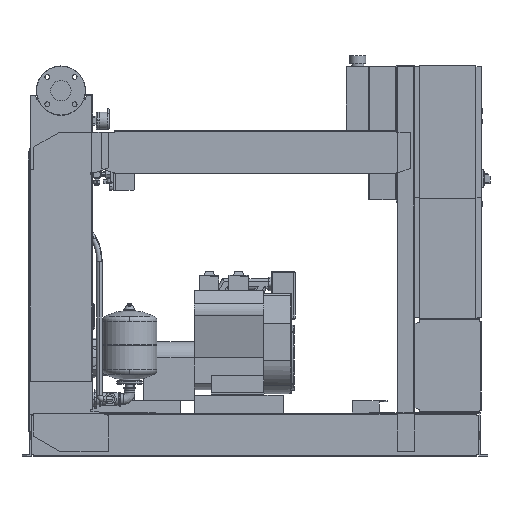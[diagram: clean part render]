
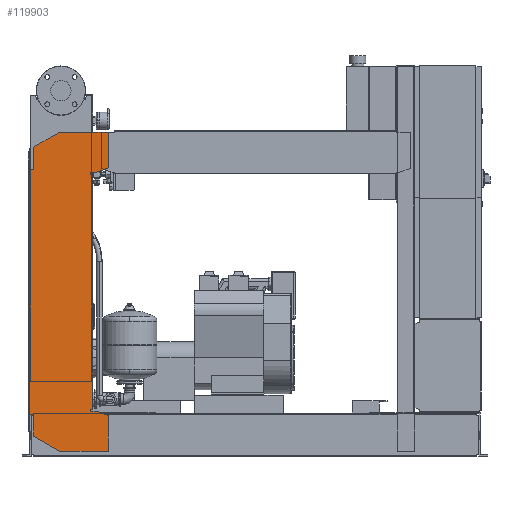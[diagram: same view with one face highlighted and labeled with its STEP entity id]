
A CAD part, front view. The second image highlights one B-rep face of the part: STEP entity #119903.
In plain terms, the highlighted free-form (B-spline) face has degree [1, 1] with [2, 2] control points.
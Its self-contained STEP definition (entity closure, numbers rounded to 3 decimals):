
#119388=CARTESIAN_POINT('',(-102.0,-463.5,1076.0));
#119389=VERTEX_POINT('',#119388);
#119396=CARTESIAN_POINT('',(-102.0,-463.5,1158.574));
#119397=VERTEX_POINT('',#119396);
#119398=CARTESIAN_POINT('',(-102.0,-463.5,1076.0));
#119399=DIRECTION('',(0.0,0.0,1.0));
#119400=VECTOR('',#119399,82.574);
#119401=LINE('',#119398,#119400);
#119402=EDGE_CURVE('',#119389,#119397,#119401,.T.);
#119420=CARTESIAN_POINT('',(-6.,-463.5,1214.0));
#119421=VERTEX_POINT('',#119420);
#119422=CARTESIAN_POINT('',(-102.0,-463.5,1158.574));
#119423=DIRECTION('',(0.866,0.0,0.5));
#119424=VECTOR('',#119423,110.851);
#119425=LINE('',#119422,#119424);
#119426=EDGE_CURVE('',#119397,#119421,#119425,.T.);
#119444=CARTESIAN_POINT('',(177.0,-463.5,1214.0));
#119445=VERTEX_POINT('',#119444);
#119446=CARTESIAN_POINT('',(-6.,-463.5,1214.0));
#119447=DIRECTION('',(1.0,0.0,0.0));
#119448=VECTOR('',#119447,183.0);
#119449=LINE('',#119446,#119448);
#119450=EDGE_CURVE('',#119421,#119445,#119449,.T.);
#119468=CARTESIAN_POINT('',(177.0,-463.5,1080.379));
#119469=VERTEX_POINT('',#119468);
#119470=CARTESIAN_POINT('',(177.0,-463.5,1214.0));
#119471=DIRECTION('',(0.0,0.0,-1.0));
#119472=VECTOR('',#119471,133.621);
#119473=LINE('',#119470,#119472);
#119474=EDGE_CURVE('',#119445,#119469,#119473,.T.);
#119492=CARTESIAN_POINT('',(132.,-463.5,1064.0));
#119493=VERTEX_POINT('',#119492);
#119494=CARTESIAN_POINT('',(177.0,-463.5,1080.379));
#119495=DIRECTION('',(-0.94,0.0,-0.342));
#119496=VECTOR('',#119495,47.888);
#119497=LINE('',#119494,#119496);
#119498=EDGE_CURVE('',#119469,#119493,#119497,.T.);
#119516=CARTESIAN_POINT('',(112.0,-463.5,1064.0));
#119517=VERTEX_POINT('',#119516);
#119518=CARTESIAN_POINT('',(132.,-463.5,1064.0));
#119519=DIRECTION('',(-1.0,0.0,0.0));
#119520=VECTOR('',#119519,20.);
#119521=LINE('',#119518,#119520);
#119522=EDGE_CURVE('',#119493,#119517,#119521,.T.);
#119540=CARTESIAN_POINT('',(112.0,-463.5,1056.0));
#119541=VERTEX_POINT('',#119540);
#119542=CARTESIAN_POINT('',(112.0,-463.5,1064.0));
#119543=DIRECTION('',(0.0,0.0,-1.0));
#119544=VECTOR('',#119543,8.0);
#119545=LINE('',#119542,#119544);
#119546=EDGE_CURVE('',#119517,#119541,#119545,.T.);
#119564=CARTESIAN_POINT('',(120.,-463.5,1056.0));
#119565=VERTEX_POINT('',#119564);
#119566=CARTESIAN_POINT('',(112.0,-463.5,1056.0));
#119567=DIRECTION('',(1.0,0.0,0.0));
#119568=VECTOR('',#119567,8.);
#119569=LINE('',#119566,#119568);
#119570=EDGE_CURVE('',#119541,#119565,#119569,.T.);
#119588=CARTESIAN_POINT('',(120.,-463.5,176.));
#119589=VERTEX_POINT('',#119588);
#119600=CARTESIAN_POINT('',(120.,-463.5,1056.0));
#119601=DIRECTION('',(0.0,0.0,-1.0));
#119602=VECTOR('',#119601,880.);
#119603=LINE('',#119600,#119602);
#119604=EDGE_CURVE('',#119565,#119589,#119603,.T.);
#119618=CARTESIAN_POINT('',(112.,-463.5,176.));
#119619=VERTEX_POINT('',#119618);
#119620=CARTESIAN_POINT('',(120.,-463.5,176.));
#119621=DIRECTION('',(-1.0,0.0,0.0));
#119622=VECTOR('',#119621,8.);
#119623=LINE('',#119620,#119622);
#119624=EDGE_CURVE('',#119589,#119619,#119623,.T.);
#119642=CARTESIAN_POINT('',(112.,-463.5,168.));
#119643=VERTEX_POINT('',#119642);
#119644=CARTESIAN_POINT('',(112.,-463.5,176.));
#119645=DIRECTION('',(0.0,0.0,-1.0));
#119646=VECTOR('',#119645,8.0);
#119647=LINE('',#119644,#119646);
#119648=EDGE_CURVE('',#119619,#119643,#119647,.T.);
#119666=CARTESIAN_POINT('',(132.,-463.5,168.));
#119667=VERTEX_POINT('',#119666);
#119668=CARTESIAN_POINT('',(112.,-463.5,168.));
#119669=DIRECTION('',(1.0,0.0,0.0));
#119670=VECTOR('',#119669,20.0);
#119671=LINE('',#119668,#119670);
#119672=EDGE_CURVE('',#119643,#119667,#119671,.T.);
#119690=CARTESIAN_POINT('',(177.,-463.5,151.621));
#119691=VERTEX_POINT('',#119690);
#119692=CARTESIAN_POINT('',(132.,-463.5,168.));
#119693=DIRECTION('',(0.94,0.0,-0.342));
#119694=VECTOR('',#119693,47.888);
#119695=LINE('',#119692,#119694);
#119696=EDGE_CURVE('',#119667,#119691,#119695,.T.);
#119714=CARTESIAN_POINT('',(177.,-463.5,18.0));
#119715=VERTEX_POINT('',#119714);
#119716=CARTESIAN_POINT('',(177.,-463.5,151.621));
#119717=DIRECTION('',(0.0,0.0,-1.0));
#119718=VECTOR('',#119717,133.621);
#119719=LINE('',#119716,#119718);
#119720=EDGE_CURVE('',#119691,#119715,#119719,.T.);
#119738=CARTESIAN_POINT('',(-4.,-463.5,18.0));
#119739=VERTEX_POINT('',#119738);
#119740=CARTESIAN_POINT('',(177.,-463.5,18.0));
#119741=DIRECTION('',(-1.0,0.0,0.0));
#119742=VECTOR('',#119741,181.);
#119743=LINE('',#119740,#119742);
#119744=EDGE_CURVE('',#119715,#119739,#119743,.T.);
#119762=CARTESIAN_POINT('',(-102.,-463.5,74.58));
#119763=VERTEX_POINT('',#119762);
#119764=CARTESIAN_POINT('',(-4.,-463.5,18.0));
#119765=DIRECTION('',(-0.866,0.,0.5));
#119766=VECTOR('',#119765,113.161);
#119767=LINE('',#119764,#119766);
#119768=EDGE_CURVE('',#119739,#119763,#119767,.T.);
#119786=CARTESIAN_POINT('',(-102.,-463.5,156.0));
#119787=VERTEX_POINT('',#119786);
#119788=CARTESIAN_POINT('',(-102.,-463.5,74.58));
#119789=DIRECTION('',(0.0,0.0,1.0));
#119790=VECTOR('',#119789,81.42);
#119791=LINE('',#119788,#119790);
#119792=EDGE_CURVE('',#119763,#119787,#119791,.T.);
#119810=CARTESIAN_POINT('',(-122.,-463.5,156.0));
#119811=VERTEX_POINT('',#119810);
#119812=CARTESIAN_POINT('',(-102.,-463.5,156.0));
#119813=DIRECTION('',(-1.0,0.0,0.0));
#119814=VECTOR('',#119813,20.0);
#119815=LINE('',#119812,#119814);
#119816=EDGE_CURVE('',#119787,#119811,#119815,.T.);
#119834=CARTESIAN_POINT('',(-122.0,-463.5,1076.0));
#119835=VERTEX_POINT('',#119834);
#119848=CARTESIAN_POINT('',(-122.,-463.5,156.0));
#119849=DIRECTION('',(0.0,0.0,1.0));
#119850=VECTOR('',#119849,920.0);
#119851=LINE('',#119848,#119850);
#119852=EDGE_CURVE('',#119811,#119835,#119851,.T.);
#119866=CARTESIAN_POINT('',(-122.0,-463.5,1076.0));
#119867=DIRECTION('',(1.0,0.0,0.0));
#119868=VECTOR('',#119867,20.0);
#119869=LINE('',#119866,#119868);
#119870=EDGE_CURVE('',#119835,#119389,#119869,.T.);
#119876=CARTESIAN_POINT('',(-122.,-463.5,18.0));
#119877=CARTESIAN_POINT('',(177.0,-463.5,18.0));
#119878=CARTESIAN_POINT('',(-122.,-463.5,1214.0));
#119879=CARTESIAN_POINT('',(177.0,-463.5,1214.0));
#119880=B_SPLINE_SURFACE_WITH_KNOTS('',1,1,((#119876,#119878),(#119877,#119879)),.UNSPECIFIED.,.F.,.F.,.U.,(2,2),(2,2),(0.0,299.),(0.0,1196.0),.UNSPECIFIED.);
#119881=ORIENTED_EDGE('',*,*,#119870,.F.);
#119882=ORIENTED_EDGE('',*,*,#119852,.F.);
#119883=ORIENTED_EDGE('',*,*,#119816,.F.);
#119884=ORIENTED_EDGE('',*,*,#119792,.F.);
#119885=ORIENTED_EDGE('',*,*,#119768,.F.);
#119886=ORIENTED_EDGE('',*,*,#119744,.F.);
#119887=ORIENTED_EDGE('',*,*,#119720,.F.);
#119888=ORIENTED_EDGE('',*,*,#119696,.F.);
#119889=ORIENTED_EDGE('',*,*,#119672,.F.);
#119890=ORIENTED_EDGE('',*,*,#119648,.F.);
#119891=ORIENTED_EDGE('',*,*,#119624,.F.);
#119892=ORIENTED_EDGE('',*,*,#119604,.F.);
#119893=ORIENTED_EDGE('',*,*,#119570,.F.);
#119894=ORIENTED_EDGE('',*,*,#119546,.F.);
#119895=ORIENTED_EDGE('',*,*,#119522,.F.);
#119896=ORIENTED_EDGE('',*,*,#119498,.F.);
#119897=ORIENTED_EDGE('',*,*,#119474,.F.);
#119898=ORIENTED_EDGE('',*,*,#119450,.F.);
#119899=ORIENTED_EDGE('',*,*,#119426,.F.);
#119900=ORIENTED_EDGE('',*,*,#119402,.F.);
#119901=EDGE_LOOP('',(#119881,#119882,#119883,#119884,#119885,#119886,#119887,#119888,#119889,#119890,#119891,#119892,#119893,#119894,#119895,#119896,#119897,#119898,#119899,#119900));
#119902=FACE_OUTER_BOUND('',#119901,.T.);
#119903=ADVANCED_FACE('',(#119902),#119880,.T.);
